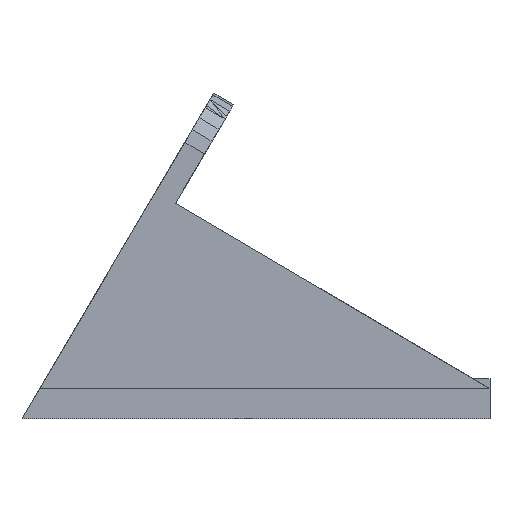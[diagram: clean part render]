
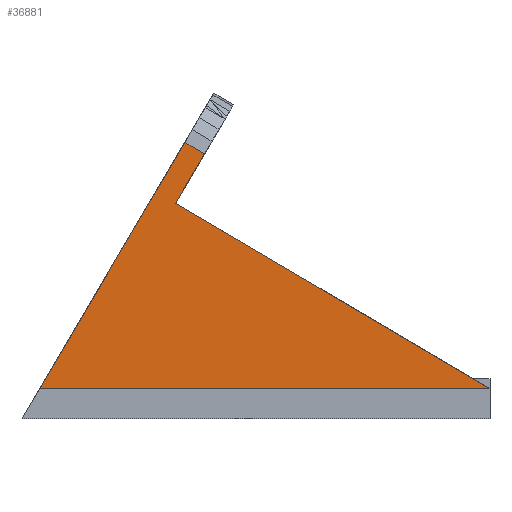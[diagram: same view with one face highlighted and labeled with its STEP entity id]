
A CAD part, front view. The second image highlights one B-rep face of the part: STEP entity #36881.
In plain terms, the highlighted planar face has unit normal (0, -1, 0).
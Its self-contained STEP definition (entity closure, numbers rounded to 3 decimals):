
#126 = PLANE('',#127);
#127 = AXIS2_PLACEMENT_3D('',#128,#129,#130);
#128 = CARTESIAN_POINT('',(132.471,81.885,
    121.981));
#129 = DIRECTION('',(0.,0.,1.));
#130 = DIRECTION('',(1.,0.,-0.));
#142 = VERTEX_POINT('',#143);
#143 = CARTESIAN_POINT('',(171.857,111.057,
    121.981));
#171 = EDGE_CURVE('',#172,#142,#174,.T.);
#172 = VERTEX_POINT('',#173);
#173 = CARTESIAN_POINT('',(93.084,111.057,
    121.981));
#174 = SURFACE_CURVE('',#175,(#179,#186),.PCURVE_S1.);
#175 = LINE('',#176,#177);
#176 = CARTESIAN_POINT('',(93.084,111.057,
    121.981));
#177 = VECTOR('',#178,1.);
#178 = DIRECTION('',(1.,0.,0.));
#179 = PCURVE('',#126,#180);
#180 = DEFINITIONAL_REPRESENTATION('',(#181),#185);
#181 = LINE('',#182,#183);
#182 = CARTESIAN_POINT('',(-39.386,29.173));
#183 = VECTOR('',#184,1.);
#184 = DIRECTION('',(1.,0.));
#185 = ( GEOMETRIC_REPRESENTATION_CONTEXT(2) 
PARAMETRIC_REPRESENTATION_CONTEXT() REPRESENTATION_CONTEXT('2D SPACE',''
  ) );
#186 = PCURVE('',#187,#192);
#187 = PLANE('',#188);
#188 = AXIS2_PLACEMENT_3D('',#189,#190,#191);
#189 = CARTESIAN_POINT('',(128.808,111.057,
    134.798));
#190 = DIRECTION('',(-0.,-1.,-0.));
#191 = DIRECTION('',(0.,0.,-1.));
#192 = DEFINITIONAL_REPRESENTATION('',(#193),#197);
#193 = LINE('',#194,#195);
#194 = CARTESIAN_POINT('',(12.817,-35.724));
#195 = VECTOR('',#196,1.);
#196 = DIRECTION('',(0.,1.));
#197 = ( GEOMETRIC_REPRESENTATION_CONTEXT(2) 
PARAMETRIC_REPRESENTATION_CONTEXT() REPRESENTATION_CONTEXT('2D SPACE',''
  ) );
#3502 = PLANE('',#3503);
#3503 = AXIS2_PLACEMENT_3D('',#3504,#3505,#3506);
#3504 = CARTESIAN_POINT('',(144.642,111.943,
    138.022));
#3505 = DIRECTION('',(0.508,0.,0.861)
  );
#3506 = DIRECTION('',(0.861,0.,-0.508));
#3541 = VERTEX_POINT('',#3542);
#3542 = CARTESIAN_POINT('',(116.827,111.057,
    154.416));
#3568 = EDGE_CURVE('',#142,#3541,#3569,.T.);
#3569 = SURFACE_CURVE('',#3570,(#3574,#3581),.PCURVE_S1.);
#3570 = LINE('',#3571,#3572);
#3571 = CARTESIAN_POINT('',(171.857,111.057,
    121.981));
#3572 = VECTOR('',#3573,1.);
#3573 = DIRECTION('',(-0.861,0.,0.508));
#3574 = PCURVE('',#3502,#3575);
#3575 = DEFINITIONAL_REPRESENTATION('',(#3576),#3580);
#3576 = LINE('',#3577,#3578);
#3577 = CARTESIAN_POINT('',(31.59,-0.886));
#3578 = VECTOR('',#3579,1.);
#3579 = DIRECTION('',(-1.,0.));
#3580 = ( GEOMETRIC_REPRESENTATION_CONTEXT(2) 
PARAMETRIC_REPRESENTATION_CONTEXT() REPRESENTATION_CONTEXT('2D SPACE',''
  ) );
#3581 = PCURVE('',#187,#3582);
#3582 = DEFINITIONAL_REPRESENTATION('',(#3583),#3587);
#3583 = LINE('',#3584,#3585);
#3584 = CARTESIAN_POINT('',(12.817,43.049));
#3585 = VECTOR('',#3586,1.);
#3586 = DIRECTION('',(-0.508,-0.861));
#3587 = ( GEOMETRIC_REPRESENTATION_CONTEXT(2) 
PARAMETRIC_REPRESENTATION_CONTEXT() REPRESENTATION_CONTEXT('2D SPACE',''
  ) );
#3659 = PLANE('',#3660);
#3660 = AXIS2_PLACEMENT_3D('',#3661,#3662,#3663);
#3661 = CARTESIAN_POINT('',(103.246,111.939,
    139.237));
#3662 = DIRECTION('',(-0.862,0.,0.507)
  );
#3663 = DIRECTION('',(-0.507,0.,-0.862
    ));
#3678 = EDGE_CURVE('',#3679,#172,#3681,.T.);
#3679 = VERTEX_POINT('',#3680);
#3680 = CARTESIAN_POINT('',(113.381,111.057,
    156.447));
#3681 = SURFACE_CURVE('',#3682,(#3686,#3693),.PCURVE_S1.);
#3682 = LINE('',#3683,#3684);
#3683 = CARTESIAN_POINT('',(113.381,111.057,
    156.447));
#3684 = VECTOR('',#3685,1.);
#3685 = DIRECTION('',(-0.507,0.,-0.862));
#3686 = PCURVE('',#3659,#3687);
#3687 = DEFINITIONAL_REPRESENTATION('',(#3688),#3692);
#3688 = LINE('',#3689,#3690);
#3689 = CARTESIAN_POINT('',(-19.972,0.882));
#3690 = VECTOR('',#3691,1.);
#3691 = DIRECTION('',(1.,0.));
#3692 = ( GEOMETRIC_REPRESENTATION_CONTEXT(2) 
PARAMETRIC_REPRESENTATION_CONTEXT() REPRESENTATION_CONTEXT('2D SPACE',''
  ) );
#3693 = PCURVE('',#187,#3694);
#3694 = DEFINITIONAL_REPRESENTATION('',(#3695),#3699);
#3695 = LINE('',#3696,#3697);
#3696 = CARTESIAN_POINT('',(-21.649,-15.427));
#3697 = VECTOR('',#3698,1.);
#3698 = DIRECTION('',(0.862,-0.507));
#3699 = ( GEOMETRIC_REPRESENTATION_CONTEXT(2) 
PARAMETRIC_REPRESENTATION_CONTEXT() REPRESENTATION_CONTEXT('2D SPACE',''
  ) );
#3797 = PLANE('',#3798);
#3798 = AXIS2_PLACEMENT_3D('',#3799,#3800,#3801);
#3799 = CARTESIAN_POINT('',(120.025,111.16,
    159.842));
#3800 = DIRECTION('',(0.861,0.,-0.508)
  );
#3801 = DIRECTION('',(0.508,0.,0.861)
  );
#3817 = VERTEX_POINT('',#3818);
#3818 = CARTESIAN_POINT('',(121.904,111.057,
    163.031));
#3832 = PLANE('',#3833);
#3833 = AXIS2_PLACEMENT_3D('',#3834,#3835,#3836);
#3834 = CARTESIAN_POINT('',(120.839,111.228,
    165.161));
#3835 = DIRECTION('',(0.066,-0.991,0.112)
  );
#3836 = DIRECTION('',(0.,-0.113,-0.994
    ));
#3844 = EDGE_CURVE('',#3541,#3817,#3845,.T.);
#3845 = SURFACE_CURVE('',#3846,(#3850,#3857),.PCURVE_S1.);
#3846 = LINE('',#3847,#3848);
#3847 = CARTESIAN_POINT('',(116.827,111.057,
    154.416));
#3848 = VECTOR('',#3849,1.);
#3849 = DIRECTION('',(0.508,0.,0.861));
#3850 = PCURVE('',#3797,#3851);
#3851 = DEFINITIONAL_REPRESENTATION('',(#3852),#3856);
#3852 = LINE('',#3853,#3854);
#3853 = CARTESIAN_POINT('',(-6.299,0.103));
#3854 = VECTOR('',#3855,1.);
#3855 = DIRECTION('',(1.,0.));
#3856 = ( GEOMETRIC_REPRESENTATION_CONTEXT(2) 
PARAMETRIC_REPRESENTATION_CONTEXT() REPRESENTATION_CONTEXT('2D SPACE',''
  ) );
#3857 = PCURVE('',#187,#3858);
#3858 = DEFINITIONAL_REPRESENTATION('',(#3859),#3863);
#3859 = LINE('',#3860,#3861);
#3860 = CARTESIAN_POINT('',(-19.618,-11.981));
#3861 = VECTOR('',#3862,1.);
#3862 = DIRECTION('',(-0.861,0.508));
#3863 = ( GEOMETRIC_REPRESENTATION_CONTEXT(2) 
PARAMETRIC_REPRESENTATION_CONTEXT() REPRESENTATION_CONTEXT('2D SPACE',''
  ) );
#6411 = PLANE('',#6412);
#6412 = AXIS2_PLACEMENT_3D('',#6413,#6414,#6415);
#6413 = CARTESIAN_POINT('',(116.579,111.16,
    161.873));
#6414 = DIRECTION('',(-0.861,0.,0.508
    ));
#6415 = DIRECTION('',(-0.508,0.,-0.861
    ));
#6430 = EDGE_CURVE('',#6431,#3679,#6433,.T.);
#6431 = VERTEX_POINT('',#6432);
#6432 = CARTESIAN_POINT('',(118.459,111.057,
    165.062));
#6433 = SURFACE_CURVE('',#6434,(#6438,#6445),.PCURVE_S1.);
#6434 = LINE('',#6435,#6436);
#6435 = CARTESIAN_POINT('',(118.459,111.057,
    165.062));
#6436 = VECTOR('',#6437,1.);
#6437 = DIRECTION('',(-0.508,0.,-0.861));
#6438 = PCURVE('',#6411,#6439);
#6439 = DEFINITIONAL_REPRESENTATION('',(#6440),#6444);
#6440 = LINE('',#6441,#6442);
#6441 = CARTESIAN_POINT('',(-3.701,0.103));
#6442 = VECTOR('',#6443,1.);
#6443 = DIRECTION('',(1.,0.));
#6444 = ( GEOMETRIC_REPRESENTATION_CONTEXT(2) 
PARAMETRIC_REPRESENTATION_CONTEXT() REPRESENTATION_CONTEXT('2D SPACE',''
  ) );
#6445 = PCURVE('',#187,#6446);
#6446 = DEFINITIONAL_REPRESENTATION('',(#6447),#6451);
#6447 = LINE('',#6448,#6449);
#6448 = CARTESIAN_POINT('',(-30.264,-10.349));
#6449 = VECTOR('',#6450,1.);
#6450 = DIRECTION('',(0.861,-0.508));
#6451 = ( GEOMETRIC_REPRESENTATION_CONTEXT(2) 
PARAMETRIC_REPRESENTATION_CONTEXT() REPRESENTATION_CONTEXT('2D SPACE',''
  ) );
#36881 = ADVANCED_FACE('',(#36882),#187,.T.);
#36882 = FACE_BOUND('',#36883,.T.);
#36883 = EDGE_LOOP('',(#36884,#36905,#36906,#36907,#36908,#36909));
#36884 = ORIENTED_EDGE('',*,*,#36885,.T.);
#36885 = EDGE_CURVE('',#3817,#6431,#36886,.T.);
#36886 = SURFACE_CURVE('',#36887,(#36891,#36898),.PCURVE_S1.);
#36887 = LINE('',#36888,#36889);
#36888 = CARTESIAN_POINT('',(121.904,111.057,
    163.031));
#36889 = VECTOR('',#36890,1.);
#36890 = DIRECTION('',(-0.861,0.,0.508));
#36891 = PCURVE('',#187,#36892);
#36892 = DEFINITIONAL_REPRESENTATION('',(#36893),#36897);
#36893 = LINE('',#36894,#36895);
#36894 = CARTESIAN_POINT('',(-28.233,-6.903));
#36895 = VECTOR('',#36896,1.);
#36896 = DIRECTION('',(-0.508,-0.861));
#36897 = ( GEOMETRIC_REPRESENTATION_CONTEXT(2) 
PARAMETRIC_REPRESENTATION_CONTEXT() REPRESENTATION_CONTEXT('2D SPACE',''
  ) );
#36898 = PCURVE('',#3832,#36899);
#36899 = DEFINITIONAL_REPRESENTATION('',(#36900),#36904);
#36900 = LINE('',#36901,#36902);
#36901 = CARTESIAN_POINT('',(2.136,1.068));
#36902 = VECTOR('',#36903,1.);
#36903 = DIRECTION('',(-0.505,-0.863));
#36904 = ( GEOMETRIC_REPRESENTATION_CONTEXT(2) 
PARAMETRIC_REPRESENTATION_CONTEXT() REPRESENTATION_CONTEXT('2D SPACE',''
  ) );
#36905 = ORIENTED_EDGE('',*,*,#6430,.T.);
#36906 = ORIENTED_EDGE('',*,*,#3678,.T.);
#36907 = ORIENTED_EDGE('',*,*,#171,.T.);
#36908 = ORIENTED_EDGE('',*,*,#3568,.T.);
#36909 = ORIENTED_EDGE('',*,*,#3844,.T.);
